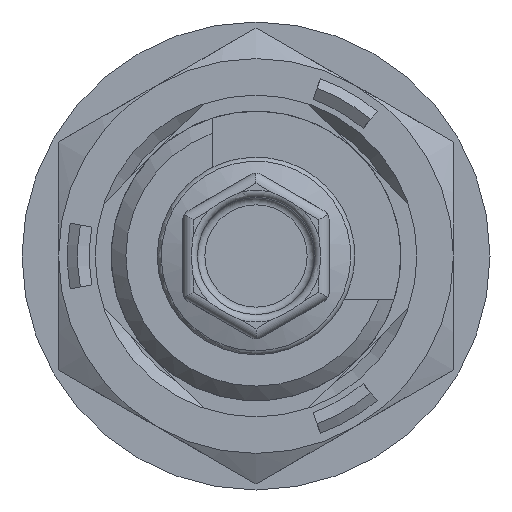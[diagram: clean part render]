
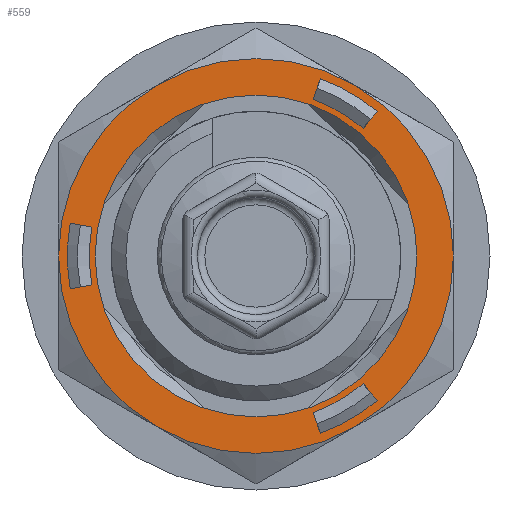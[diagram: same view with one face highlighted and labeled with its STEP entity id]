
A CAD part, front view. The second image highlights one B-rep face of the part: STEP entity #559.
In plain terms, the highlighted face is planar.
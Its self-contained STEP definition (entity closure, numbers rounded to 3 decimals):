
#559 = ADVANCED_FACE( '', ( #1120, #1121, #1122, #1123, #1124 ), #1125, .T. );
#1120 = FACE_BOUND( '', #1687, .T. );
#1121 = FACE_BOUND( '', #1688, .T. );
#1122 = FACE_BOUND( '', #1689, .T. );
#1123 = FACE_BOUND( '', #1690, .T. );
#1124 = FACE_OUTER_BOUND( '', #1691, .T. );
#1125 = PLANE( '', #1692 );
#1687 = EDGE_LOOP( '', ( #2893 ) );
#1688 = EDGE_LOOP( '', ( #2894, #2895, #2896, #2897 ) );
#1689 = EDGE_LOOP( '', ( #2898, #2899, #2900, #2901 ) );
#1690 = EDGE_LOOP( '', ( #2902, #2903, #2904, #2905 ) );
#1691 = EDGE_LOOP( '', ( #2906, #2907, #2908, #2909, #2910, #2911 ) );
#1692 = AXIS2_PLACEMENT_3D( '', #2912, #2913, #2914 );
#2893 = ORIENTED_EDGE( '', *, *, #3344, .T. );
#2894 = ORIENTED_EDGE( '', *, *, #3627, .F. );
#2895 = ORIENTED_EDGE( '', *, *, #3606, .F. );
#2896 = ORIENTED_EDGE( '', *, *, #3275, .F. );
#2897 = ORIENTED_EDGE( '', *, *, #3628, .T. );
#2898 = ORIENTED_EDGE( '', *, *, #3421, .F. );
#2899 = ORIENTED_EDGE( '', *, *, #3172, .F. );
#2900 = ORIENTED_EDGE( '', *, *, #3161, .F. );
#2901 = ORIENTED_EDGE( '', *, *, #3573, .F. );
#2902 = ORIENTED_EDGE( '', *, *, #3629, .F. );
#2903 = ORIENTED_EDGE( '', *, *, #3389, .F. );
#2904 = ORIENTED_EDGE( '', *, *, #3630, .F. );
#2905 = ORIENTED_EDGE( '', *, *, #3515, .F. );
#2906 = ORIENTED_EDGE( '', *, *, #3346, .F. );
#2907 = ORIENTED_EDGE( '', *, *, #3631, .F. );
#2908 = ORIENTED_EDGE( '', *, *, #3365, .F. );
#2909 = ORIENTED_EDGE( '', *, *, #3329, .F. );
#2910 = ORIENTED_EDGE( '', *, *, #3530, .F. );
#2911 = ORIENTED_EDGE( '', *, *, #3632, .F. );
#2912 = CARTESIAN_POINT( '', ( 13.5, 4.8, 0. ) );
#2913 = DIRECTION( '', ( 0., 1., 0. ) );
#2914 = DIRECTION( '', ( 0., 0., 1. ) );
#3161 = EDGE_CURVE( '', #3679, #3675, #3681, .T. );
#3172 = EDGE_CURVE( '', #3675, #3697, #3699, .T. );
#3275 = EDGE_CURVE( '', #3878, #3875, #3880, .T. );
#3329 = EDGE_CURVE( '', #3966, #3969, #3970, .T. );
#3344 = EDGE_CURVE( '', #3991, #3991, #3992, .T. );
#3346 = EDGE_CURVE( '', #3896, #3994, #3995, .T. );
#3365 = EDGE_CURVE( '', #3969, #3772, #4020, .T. );
#3389 = EDGE_CURVE( '', #4058, #4054, #4060, .F. );
#3421 = EDGE_CURVE( '', #3697, #4104, #4105, .F. );
#3515 = EDGE_CURVE( '', #4243, #4245, #4246, .T. );
#3530 = EDGE_CURVE( '', #4264, #3966, #4266, .T. );
#3573 = EDGE_CURVE( '', #4104, #3679, #4319, .T. );
#3606 = EDGE_CURVE( '', #3875, #4357, #4358, .T. );
#3627 = EDGE_CURVE( '', #4357, #4381, #4382, .T. );
#3628 = EDGE_CURVE( '', #3878, #4381, #4383, .T. );
#3629 = EDGE_CURVE( '', #4054, #4243, #4384, .T. );
#3630 = EDGE_CURVE( '', #4245, #4058, #4385, .T. );
#3631 = EDGE_CURVE( '', #3772, #3896, #4386, .T. );
#3632 = EDGE_CURVE( '', #3994, #4264, #4387, .T. );
#3675 = VERTEX_POINT( '', #4431 );
#3679 = VERTEX_POINT( '', #4436 );
#3681 = CIRCLE( '', #4439, 12.9 );
#3697 = VERTEX_POINT( '', #4459 );
#3699 = LINE( '', #4462, #4463 );
#3772 = VERTEX_POINT( '', #4569 );
#3875 = VERTEX_POINT( '', #4720 );
#3878 = VERTEX_POINT( '', #4724 );
#3880 = LINE( '', #4727, #4728 );
#3896 = VERTEX_POINT( '', #4758 );
#3966 = VERTEX_POINT( '', #4862 );
#3969 = VERTEX_POINT( '', #4870 );
#3970 = CIRCLE( '', #4871, 13.5 );
#3991 = VERTEX_POINT( '', #4903 );
#3992 = CIRCLE( '', #4904, 11. );
#3994 = VERTEX_POINT( '', #4906 );
#3995 = CIRCLE( '', #4907, 13.5 );
#4020 = CIRCLE( '', #4957, 13.5 );
#4054 = VERTEX_POINT( '', #5003 );
#4058 = VERTEX_POINT( '', #5008 );
#4060 = CIRCLE( '', #5011, 11.4 );
#4104 = VERTEX_POINT( '', #5068 );
#4105 = CIRCLE( '', #5069, 11.4 );
#4243 = VERTEX_POINT( '', #5294 );
#4245 = VERTEX_POINT( '', #5297 );
#4246 = CIRCLE( '', #5298, 12.9 );
#4264 = VERTEX_POINT( '', #5329 );
#4266 = CIRCLE( '', #5338, 13.5 );
#4319 = LINE( '', #5408, #5409 );
#4357 = VERTEX_POINT( '', #5486 );
#4358 = CIRCLE( '', #5487, 11.4 );
#4381 = VERTEX_POINT( '', #5537 );
#4382 = LINE( '', #5538, #5539 );
#4383 = CIRCLE( '', #5540, 12.9 );
#4384 = LINE( '', #5541, #5542 );
#4385 = LINE( '', #5543, #5544 );
#4386 = CIRCLE( '', #5545, 13.5 );
#4387 = CIRCLE( '', #5546, 13.5 );
#4431 = CARTESIAN_POINT( '', ( 8.292, 4.8, 9.882 ) );
#4436 = CARTESIAN_POINT( '', ( 4.412, 4.8, 12.122 ) );
#4439 = AXIS2_PLACEMENT_3D( '', #5599, #5600, #5601 );
#4459 = CARTESIAN_POINT( '', ( 7.328, 4.8, 8.733 ) );
#4462 = CARTESIAN_POINT( '', ( 8.292, 4.8, 9.882 ) );
#4463 = VECTOR( '', #5613, 1000. );
#4569 = CARTESIAN_POINT( '', ( 6.75, 4.8, -11.691 ) );
#4720 = CARTESIAN_POINT( '', ( 3.899, 4.8, -10.712 ) );
#4724 = CARTESIAN_POINT( '', ( 4.412, 4.8, -12.122 ) );
#4727 = CARTESIAN_POINT( '', ( 4.412, 4.8, -12.122 ) );
#4728 = VECTOR( '', #5741, 1000. );
#4758 = CARTESIAN_POINT( '', ( 13.5, 4.8, 0. ) );
#4862 = CARTESIAN_POINT( '', ( -13.5, 4.8, 0. ) );
#4870 = CARTESIAN_POINT( '', ( -6.75, 4.8, -11.691 ) );
#4871 = AXIS2_PLACEMENT_3D( '', #5800, #5801, #5802 );
#4903 = CARTESIAN_POINT( '', ( 0., 4.8, -11. ) );
#4904 = AXIS2_PLACEMENT_3D( '', #5815, #5816, #5817 );
#4906 = CARTESIAN_POINT( '', ( 6.75, 4.8, 11.691 ) );
#4907 = AXIS2_PLACEMENT_3D( '', #5818, #5819, #5820 );
#4957 = AXIS2_PLACEMENT_3D( '', #5839, #5840, #5841 );
#5003 = CARTESIAN_POINT( '', ( -11.227, 4.8, -1.98 ) );
#5008 = CARTESIAN_POINT( '', ( -11.227, 4.8, 1.98 ) );
#5011 = AXIS2_PLACEMENT_3D( '', #5867, #5868, #5869 );
#5068 = CARTESIAN_POINT( '', ( 3.899, 4.8, 10.712 ) );
#5069 = AXIS2_PLACEMENT_3D( '', #5924, #5925, #5926 );
#5294 = CARTESIAN_POINT( '', ( -12.704, 4.8, -2.24 ) );
#5297 = CARTESIAN_POINT( '', ( -12.704, 4.8, 2.24 ) );
#5298 = AXIS2_PLACEMENT_3D( '', #6032, #6033, #6034 );
#5329 = CARTESIAN_POINT( '', ( -6.75, 4.8, 11.691 ) );
#5338 = AXIS2_PLACEMENT_3D( '', #6051, #6052, #6053 );
#5408 = CARTESIAN_POINT( '', ( 3.899, 4.8, 10.712 ) );
#5409 = VECTOR( '', #6108, 1000. );
#5486 = CARTESIAN_POINT( '', ( 7.328, 4.8, -8.733 ) );
#5487 = AXIS2_PLACEMENT_3D( '', #6130, #6131, #6132 );
#5537 = CARTESIAN_POINT( '', ( 8.292, 4.8, -9.882 ) );
#5538 = CARTESIAN_POINT( '', ( 7.328, 4.8, -8.733 ) );
#5539 = VECTOR( '', #6144, 1000. );
#5540 = AXIS2_PLACEMENT_3D( '', #6145, #6146, #6147 );
#5541 = CARTESIAN_POINT( '', ( -11.227, 4.8, -1.98 ) );
#5542 = VECTOR( '', #6148, 1000. );
#5543 = CARTESIAN_POINT( '', ( -12.704, 4.8, 2.24 ) );
#5544 = VECTOR( '', #6149, 1000. );
#5545 = AXIS2_PLACEMENT_3D( '', #6150, #6151, #6152 );
#5546 = AXIS2_PLACEMENT_3D( '', #6153, #6154, #6155 );
#5599 = CARTESIAN_POINT( '', ( 0., 4.8, 0. ) );
#5600 = DIRECTION( '', ( 0., 1., 0. ) );
#5601 = DIRECTION( '', ( 0., 0., 1. ) );
#5613 = DIRECTION( '', ( -0.643, 0., -0.766 ) );
#5741 = DIRECTION( '', ( -0.342, 0., 0.94 ) );
#5800 = CARTESIAN_POINT( '', ( 0., 4.8, 0. ) );
#5801 = DIRECTION( '', ( 0., -1., 0. ) );
#5802 = DIRECTION( '', ( 0., 0., -1. ) );
#5815 = CARTESIAN_POINT( '', ( 0., 4.8, 0. ) );
#5816 = DIRECTION( '', ( 0., -1., 0. ) );
#5817 = DIRECTION( '', ( 0., 0., -1. ) );
#5818 = CARTESIAN_POINT( '', ( 0., 4.8, 0. ) );
#5819 = DIRECTION( '', ( 0., -1., 0. ) );
#5820 = DIRECTION( '', ( 0., 0., -1. ) );
#5839 = CARTESIAN_POINT( '', ( 0., 4.8, 0. ) );
#5840 = DIRECTION( '', ( 0., -1., 0. ) );
#5841 = DIRECTION( '', ( 0., 0., -1. ) );
#5867 = CARTESIAN_POINT( '', ( 0., 4.8, 0. ) );
#5868 = DIRECTION( '', ( 0., 1., 0. ) );
#5869 = DIRECTION( '', ( 0., 0., 1. ) );
#5924 = CARTESIAN_POINT( '', ( 0., 4.8, 0. ) );
#5925 = DIRECTION( '', ( 0., 1., 0. ) );
#5926 = DIRECTION( '', ( 0., 0., 1. ) );
#6032 = CARTESIAN_POINT( '', ( 0., 4.8, 0. ) );
#6033 = DIRECTION( '', ( 0., 1., 0. ) );
#6034 = DIRECTION( '', ( 0., 0., 1. ) );
#6051 = CARTESIAN_POINT( '', ( 0., 4.8, 0. ) );
#6052 = DIRECTION( '', ( 0., -1., 0. ) );
#6053 = DIRECTION( '', ( 0., 0., -1. ) );
#6108 = DIRECTION( '', ( 0.342, 0., 0.94 ) );
#6130 = CARTESIAN_POINT( '', ( 0., 4.8, 0. ) );
#6131 = DIRECTION( '', ( 0., -1., 0. ) );
#6132 = DIRECTION( '', ( 0., 0., -1. ) );
#6144 = DIRECTION( '', ( 0.643, 0., -0.766 ) );
#6145 = CARTESIAN_POINT( '', ( 0., 4.8, 0. ) );
#6146 = DIRECTION( '', ( 0., -1., 0. ) );
#6147 = DIRECTION( '', ( 0., 0., -1. ) );
#6148 = DIRECTION( '', ( -0.985, 0., -0.174 ) );
#6149 = DIRECTION( '', ( 0.985, 0., -0.174 ) );
#6150 = CARTESIAN_POINT( '', ( 0., 4.8, 0. ) );
#6151 = DIRECTION( '', ( 0., -1., 0. ) );
#6152 = DIRECTION( '', ( 0., 0., -1. ) );
#6153 = CARTESIAN_POINT( '', ( 0., 4.8, 0. ) );
#6154 = DIRECTION( '', ( 0., -1., 0. ) );
#6155 = DIRECTION( '', ( 0., 0., -1. ) );
